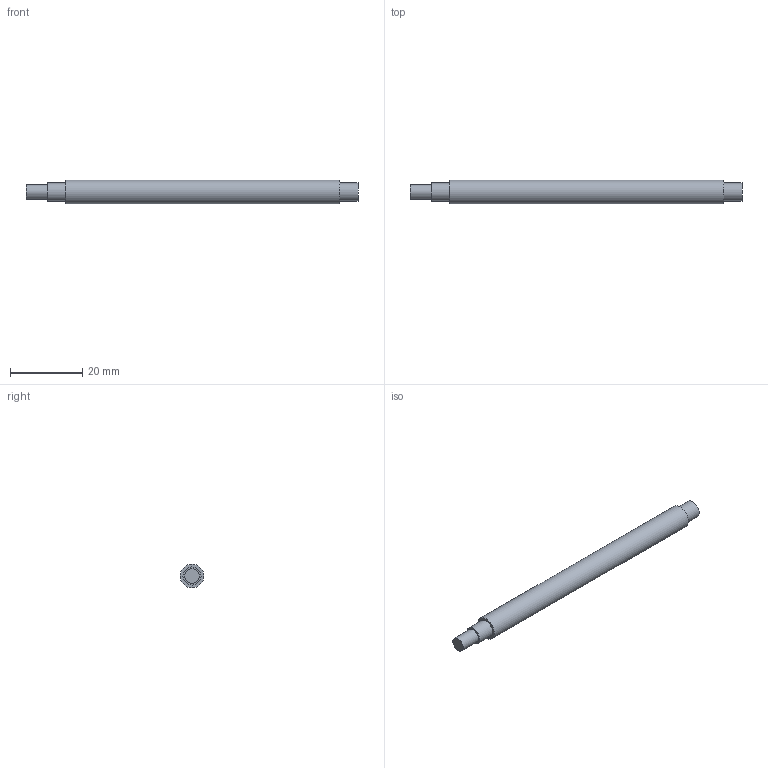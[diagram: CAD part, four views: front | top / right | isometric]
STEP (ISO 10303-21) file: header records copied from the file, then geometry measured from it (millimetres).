
FILE_DESCRIPTION(/* description */ (''),/* implementation_level */ '2;1');
FILE_NAME(/* name */ 'Eixo_ipt_f3085d81.STEP',/* time_stamp */ '2021-11-25T15:13:39-03:00',/* author */ ('Ryanm'),/* organization */ (''),/* preprocessor_version */ 'ST-DEVELOPER v18.1',/* originating_system */ 'Autodesk Inventor 2020',/* authorisation */ '');
FILE_SCHEMA (('AUTOMOTIVE_DESIGN { 1 0 10303 214 3 1 1 }'));
Length unit declared in the file: millimetre
Products named in the file (1): Eixo
Bounding box: 92 x 6.5 x 6.5 mm (x, y, z)
Volume: 2793.7 mm3; surface area: 1850.8 mm2
Topology: 1 solids, 1 shells, 9 faces, 20 edges, 16 vertices
Faces by surface type: plane 5, cylinder 4
Full cylindrical faces by diameter (mm): 4 x1, 5 x2, 6.5 x1
Entity records: 315 total; most frequent: DIRECTION 56, CARTESIAN_POINT 46, ORIENTED_EDGE 40, AXIS2_PLACEMENT_3D 26, EDGE_CURVE 20, CIRCLE 16, VERTEX_POINT 16, EDGE_LOOP 12
